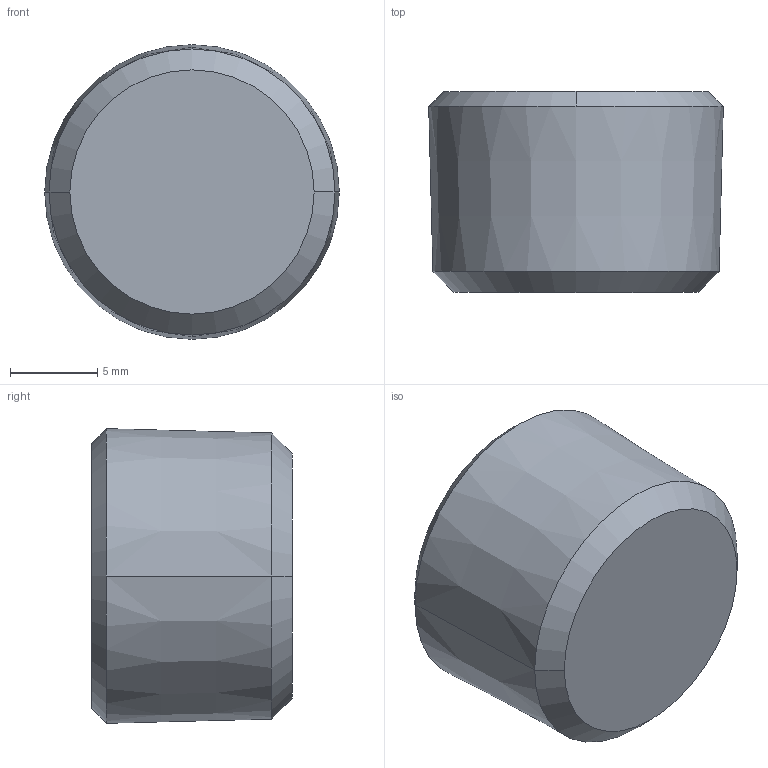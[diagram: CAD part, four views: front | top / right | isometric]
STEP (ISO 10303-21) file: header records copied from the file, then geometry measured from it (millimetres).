
FILE_DESCRIPTION(( 'RA.43C00.38.STEP' ), '1');
FILE_NAME( 'RA.43C00.38.STEP', '2018-10-11T17:28:18',( 'Sopra'),('sopra-pneumatic.com'), 'SwSTEP 2.0','SolidWorks 2009','' );
FILE_SCHEMA (( 'CONFIG_CONTROL_DESIGN' ));
Length unit declared in the file: millimetre
Products named in the file (1): 05330003
Bounding box: 16.88 x 11.5 x 16.88 mm (x, y, z)
Volume: 1932.8 mm3; surface area: 1206.7 mm2
Topology: 1 solids, 1 shells, 26 faces, 60 edges, 35 vertices
Faces by surface type: plane 14, cone 10, cylinder 2
Entity records: 847 total; most frequent: CARTESIAN_POINT 192, DIRECTION 124, ORIENTED_EDGE 116, EDGE_CURVE 58, AXIS2_PLACEMENT_3D 47, VERTEX_POINT 35, LINE 30, VECTOR 30
